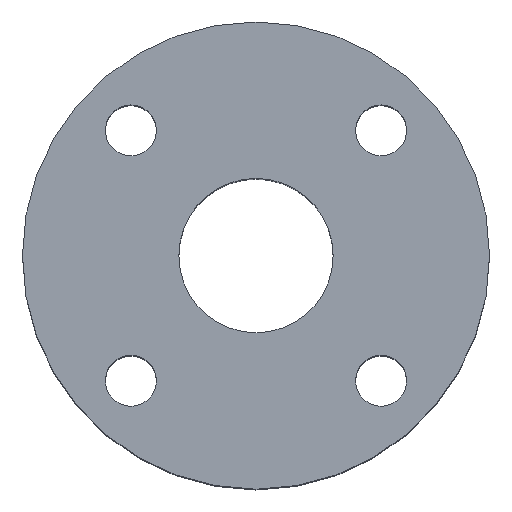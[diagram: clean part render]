
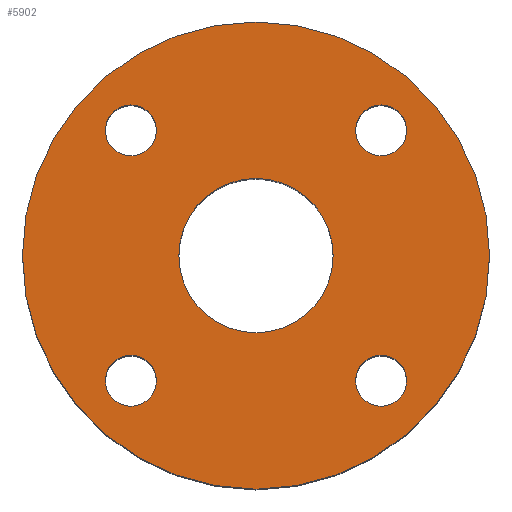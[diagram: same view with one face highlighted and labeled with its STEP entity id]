
A CAD part, top view. The second image highlights one B-rep face of the part: STEP entity #5902.
In plain terms, the highlighted planar face has unit normal (0, 0, 1).
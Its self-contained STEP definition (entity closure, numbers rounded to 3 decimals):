
#206 = CARTESIAN_POINT ( 'NONE',  ( -44.194, -44.194, 0. ) ) ;
#370 = CARTESIAN_POINT ( 'NONE',  ( -35.194, -44.194, 0. ) ) ;
#401 = CARTESIAN_POINT ( 'NONE',  ( 0., 0., 0. ) ) ;
#404 = EDGE_LOOP ( 'NONE', ( #19942, #28918 ) ) ;
#512 = DIRECTION ( 'NONE',  ( 0., 0., 1. ) ) ;
#558 = CARTESIAN_POINT ( 'NONE',  ( 35.194, -44.194, 0. ) ) ;
#836 = DIRECTION ( 'NONE',  ( 1., 0., 0. ) ) ;
#1126 = CARTESIAN_POINT ( 'NONE',  ( -35.194, 44.194, 0. ) ) ;
#1185 = EDGE_LOOP ( 'NONE', ( #21327, #25250 ) ) ;
#1260 = VERTEX_POINT ( 'NONE', #2001 ) ;
#1379 = AXIS2_PLACEMENT_3D ( 'NONE', #20334, #29601, #1981 ) ;
#1475 = EDGE_LOOP ( 'NONE', ( #20077, #7554 ) ) ;
#1981 = DIRECTION ( 'NONE',  ( 0., -1., 0. ) ) ;
#2001 = CARTESIAN_POINT ( 'NONE',  ( 27.25, 0., 0. ) ) ;
#2005 = VERTEX_POINT ( 'NONE', #2048 ) ;
#2048 = CARTESIAN_POINT ( 'NONE',  ( -53.194, -44.194, 0. ) ) ;
#2437 = DIRECTION ( 'NONE',  ( 0., 1., 0. ) ) ;
#2562 = AXIS2_PLACEMENT_3D ( 'NONE', #9678, #12102, #14376 ) ;
#2580 = VERTEX_POINT ( 'NONE', #18609 ) ;
#3427 = DIRECTION ( 'NONE',  ( 0., 0., 1. ) ) ;
#3625 = CIRCLE ( 'NONE', #20088, 9. ) ;
#4299 = CIRCLE ( 'NONE', #1379, 9. ) ;
#4488 = CARTESIAN_POINT ( 'NONE',  ( 53.194, 44.194, 0. ) ) ;
#4734 = DIRECTION ( 'NONE',  ( 1., 0., 0. ) ) ;
#4987 = EDGE_CURVE ( 'NONE', #27181, #13120, #29704, .T. ) ;
#5108 = VERTEX_POINT ( 'NONE', #19959 ) ;
#5125 = ORIENTED_EDGE ( 'NONE', *, *, #12857, .F. ) ;
#5606 = CIRCLE ( 'NONE', #16330, 9. ) ;
#5902 = ADVANCED_FACE ( 'NONE', ( #13215, #24577, #26553, #26859, #22140, #20025 ), #19865, .F. ) ;
#5994 = DIRECTION ( 'NONE',  ( 0., 0., 1. ) ) ;
#6150 = DIRECTION ( 'NONE',  ( 0., -1., 0. ) ) ;
#7163 = ORIENTED_EDGE ( 'NONE', *, *, #9435, .F. ) ;
#7323 = DIRECTION ( 'NONE',  ( 0., 0., 1. ) ) ;
#7554 = ORIENTED_EDGE ( 'NONE', *, *, #19993, .T. ) ;
#7896 = ORIENTED_EDGE ( 'NONE', *, *, #25941, .F. ) ;
#8352 = CIRCLE ( 'NONE', #2562, 9. ) ;
#8514 = CARTESIAN_POINT ( 'NONE',  ( 0., 27.25, 0. ) ) ;
#8650 = EDGE_CURVE ( 'NONE', #20064, #9789, #3625, .T. ) ;
#9435 = EDGE_CURVE ( 'NONE', #1260, #2580, #28843, .T. ) ;
#9484 = AXIS2_PLACEMENT_3D ( 'NONE', #27374, #16284, #18251 ) ;
#9487 = CARTESIAN_POINT ( 'NONE',  ( 0., 0., 0. ) ) ;
#9575 = CIRCLE ( 'NONE', #22635, 82.5 ) ;
#9620 = VERTEX_POINT ( 'NONE', #29303 ) ;
#9678 = CARTESIAN_POINT ( 'NONE',  ( -44.194, -44.194, 0. ) ) ;
#9789 = VERTEX_POINT ( 'NONE', #27102 ) ;
#10697 = VERTEX_POINT ( 'NONE', #370 ) ;
#10879 = EDGE_CURVE ( 'NONE', #13120, #27181, #25251, .T. ) ;
#10957 = AXIS2_PLACEMENT_3D ( 'NONE', #206, #23404, #20525 ) ;
#11327 = AXIS2_PLACEMENT_3D ( 'NONE', #8514, #27014, #13062 ) ;
#11402 = DIRECTION ( 'NONE',  ( 0., 0., 1. ) ) ;
#11459 = CARTESIAN_POINT ( 'NONE',  ( 0., 0., 0. ) ) ;
#11754 = AXIS2_PLACEMENT_3D ( 'NONE', #26933, #5994, #6150 ) ;
#12082 = CIRCLE ( 'NONE', #24185, 82.5 ) ;
#12102 = DIRECTION ( 'NONE',  ( 0., 0., 1. ) ) ;
#12481 = EDGE_CURVE ( 'NONE', #9789, #20064, #5606, .T. ) ;
#12833 = CARTESIAN_POINT ( 'NONE',  ( -44.194, 44.194, 0. ) ) ;
#12857 = EDGE_CURVE ( 'NONE', #10697, #2005, #22065, .T. ) ;
#13062 = DIRECTION ( 'NONE',  ( -1., 0., 0. ) ) ;
#13120 = VERTEX_POINT ( 'NONE', #16943 ) ;
#13159 = AXIS2_PLACEMENT_3D ( 'NONE', #16849, #7323, #4734 ) ;
#13215 = FACE_BOUND ( 'NONE', #20831, .T. ) ;
#14003 = ORIENTED_EDGE ( 'NONE', *, *, #26966, .F. ) ;
#14361 = EDGE_CURVE ( 'NONE', #5108, #9620, #9575, .T. ) ;
#14376 = DIRECTION ( 'NONE',  ( -1., 0., 0. ) ) ;
#14582 = ORIENTED_EDGE ( 'NONE', *, *, #17716, .F. ) ;
#14815 = DIRECTION ( 'NONE',  ( 0., 1., 0. ) ) ;
#15351 = EDGE_LOOP ( 'NONE', ( #5125, #14003 ) ) ;
#16284 = DIRECTION ( 'NONE',  ( 0., 0., 1. ) ) ;
#16330 = AXIS2_PLACEMENT_3D ( 'NONE', #12833, #28764, #14815 ) ;
#16448 = DIRECTION ( 'NONE',  ( 1., 0., 0. ) ) ;
#16849 = CARTESIAN_POINT ( 'NONE',  ( 44.194, 44.194, 0. ) ) ;
#16943 = CARTESIAN_POINT ( 'NONE',  ( 35.194, 44.194, 0. ) ) ;
#17532 = DIRECTION ( 'NONE',  ( 1., 0., 0. ) ) ;
#17716 = EDGE_CURVE ( 'NONE', #26214, #29914, #4299, .T. ) ;
#18251 = DIRECTION ( 'NONE',  ( 1., 0., 0. ) ) ;
#18289 = EDGE_LOOP ( 'NONE', ( #7163, #20094 ) ) ;
#18609 = CARTESIAN_POINT ( 'NONE',  ( -27.25, 0., 0. ) ) ;
#19865 = PLANE ( 'NONE',  #11327 ) ;
#19942 = ORIENTED_EDGE ( 'NONE', *, *, #4987, .F. ) ;
#19959 = CARTESIAN_POINT ( 'NONE',  ( 82.5, 0., 0. ) ) ;
#19993 = EDGE_CURVE ( 'NONE', #9620, #5108, #12082, .T. ) ;
#20025 = FACE_OUTER_BOUND ( 'NONE', #1475, .T. ) ;
#20064 = VERTEX_POINT ( 'NONE', #1126 ) ;
#20077 = ORIENTED_EDGE ( 'NONE', *, *, #14361, .T. ) ;
#20088 = AXIS2_PLACEMENT_3D ( 'NONE', #22915, #11402, #2437 ) ;
#20094 = ORIENTED_EDGE ( 'NONE', *, *, #20308, .F. ) ;
#20118 = CARTESIAN_POINT ( 'NONE',  ( 44.194, 44.194, 0. ) ) ;
#20308 = EDGE_CURVE ( 'NONE', #2580, #1260, #24672, .T. ) ;
#20334 = CARTESIAN_POINT ( 'NONE',  ( 44.194, -44.194, 0. ) ) ;
#20525 = DIRECTION ( 'NONE',  ( -1., 0., 0. ) ) ;
#20831 = EDGE_LOOP ( 'NONE', ( #14582, #7896 ) ) ;
#21327 = ORIENTED_EDGE ( 'NONE', *, *, #8650, .F. ) ;
#21614 = DIRECTION ( 'NONE',  ( 0., 0., 1. ) ) ;
#22065 = CIRCLE ( 'NONE', #10957, 9. ) ;
#22140 = FACE_BOUND ( 'NONE', #18289, .T. ) ;
#22433 = AXIS2_PLACEMENT_3D ( 'NONE', #20118, #3427, #17532 ) ;
#22635 = AXIS2_PLACEMENT_3D ( 'NONE', #11459, #25831, #25243 ) ;
#22915 = CARTESIAN_POINT ( 'NONE',  ( -44.194, 44.194, 0. ) ) ;
#23404 = DIRECTION ( 'NONE',  ( 0., 0., 1. ) ) ;
#23829 = CIRCLE ( 'NONE', #11754, 9. ) ;
#24185 = AXIS2_PLACEMENT_3D ( 'NONE', #401, #21614, #836 ) ;
#24577 = FACE_BOUND ( 'NONE', #15351, .T. ) ;
#24672 = CIRCLE ( 'NONE', #25151, 27.25 ) ;
#25151 = AXIS2_PLACEMENT_3D ( 'NONE', #9487, #512, #16448 ) ;
#25243 = DIRECTION ( 'NONE',  ( 1., 0., 0. ) ) ;
#25250 = ORIENTED_EDGE ( 'NONE', *, *, #12481, .F. ) ;
#25251 = CIRCLE ( 'NONE', #13159, 9. ) ;
#25480 = CARTESIAN_POINT ( 'NONE',  ( 53.194, -44.194, 0. ) ) ;
#25831 = DIRECTION ( 'NONE',  ( 0., 0., 1. ) ) ;
#25941 = EDGE_CURVE ( 'NONE', #29914, #26214, #23829, .T. ) ;
#26214 = VERTEX_POINT ( 'NONE', #25480 ) ;
#26553 = FACE_BOUND ( 'NONE', #1185, .T. ) ;
#26859 = FACE_BOUND ( 'NONE', #404, .T. ) ;
#26933 = CARTESIAN_POINT ( 'NONE',  ( 44.194, -44.194, 0. ) ) ;
#26966 = EDGE_CURVE ( 'NONE', #2005, #10697, #8352, .T. ) ;
#27014 = DIRECTION ( 'NONE',  ( 0., 0., -1. ) ) ;
#27102 = CARTESIAN_POINT ( 'NONE',  ( -53.194, 44.194, 0. ) ) ;
#27181 = VERTEX_POINT ( 'NONE', #4488 ) ;
#27374 = CARTESIAN_POINT ( 'NONE',  ( 0., 0., 0. ) ) ;
#28764 = DIRECTION ( 'NONE',  ( 0., 0., 1. ) ) ;
#28843 = CIRCLE ( 'NONE', #9484, 27.25 ) ;
#28918 = ORIENTED_EDGE ( 'NONE', *, *, #10879, .F. ) ;
#29303 = CARTESIAN_POINT ( 'NONE',  ( -82.5, 0., 0. ) ) ;
#29601 = DIRECTION ( 'NONE',  ( 0., 0., 1. ) ) ;
#29704 = CIRCLE ( 'NONE', #22433, 9. ) ;
#29914 = VERTEX_POINT ( 'NONE', #558 ) ;
